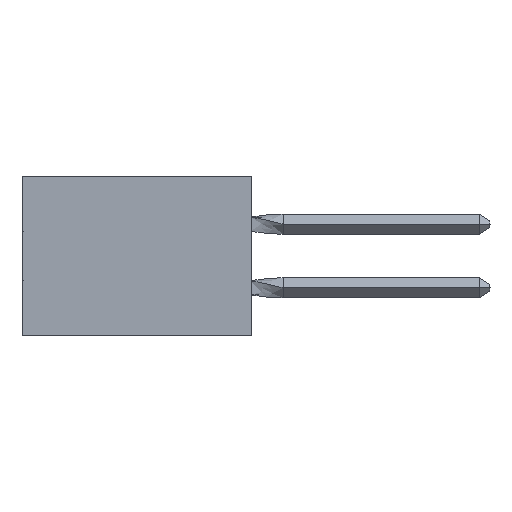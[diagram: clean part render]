
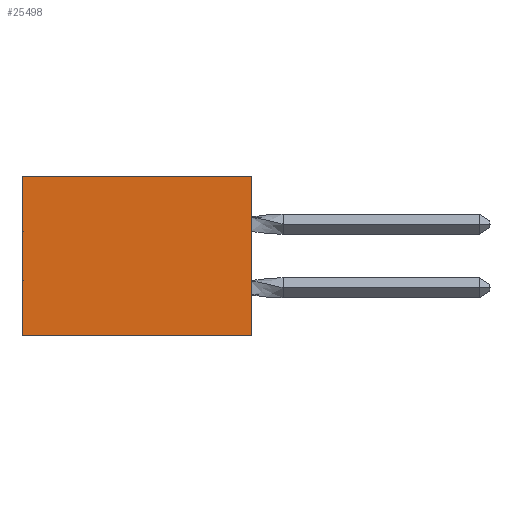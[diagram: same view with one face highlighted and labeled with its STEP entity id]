
A CAD part, left-side view. The second image highlights one B-rep face of the part: STEP entity #25498.
In plain terms, the highlighted planar face has unit normal (-1, 0, 0).
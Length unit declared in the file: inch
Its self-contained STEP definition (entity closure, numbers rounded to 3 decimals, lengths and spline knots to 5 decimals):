
#139 = EDGE_CURVE ( 'NONE', #22680, #37644, #19397, .T. ) ;
#414 = DIRECTION ( 'NONE',  ( 0., 0., -1. ) ) ;
#951 = VERTEX_POINT ( 'NONE', #37937 ) ;
#2765 = ORIENTED_EDGE ( 'NONE', *, *, #39974, .T. ) ;
#6100 = DIRECTION ( 'NONE',  ( 0., 1., 0. ) ) ;
#7558 = DIRECTION ( 'NONE',  ( 0., 0., -1. ) ) ;
#7871 = CARTESIAN_POINT ( 'NONE',  ( 0.305, 0., -0.5 ) ) ;
#8558 = VERTEX_POINT ( 'NONE', #37025 ) ;
#13514 = CARTESIAN_POINT ( 'NONE',  ( 0.305, 0., 0. ) ) ;
#15235 = CARTESIAN_POINT ( 'NONE',  ( 0.305, 0., -0.5 ) ) ;
#15399 = DIRECTION ( 'NONE',  ( 1., 0., 0. ) ) ;
#15889 = AXIS2_PLACEMENT_3D ( 'NONE', #15235, #15399, #414 ) ;
#16557 = DIRECTION ( 'NONE',  ( 0., 1., 0. ) ) ;
#17856 = LINE ( 'NONE', #26878, #20192 ) ;
#19208 = EDGE_LOOP ( 'NONE', ( #2765, #26926, #39236, #25253 ) ) ;
#19397 = LINE ( 'NONE', #7871, #26781 ) ;
#20192 = VECTOR ( 'NONE', #27497, 39.37008 ) ;
#22680 = VERTEX_POINT ( 'NONE', #13514 ) ;
#25253 = ORIENTED_EDGE ( 'NONE', *, *, #38920, .T. ) ;
#25498 = ADVANCED_FACE ( 'NONE', ( #28295 ), #35700, .F. ) ;
#26781 = VECTOR ( 'NONE', #7558, 39.37008 ) ;
#26878 = CARTESIAN_POINT ( 'NONE',  ( 0.305, 0.72, -0.5 ) ) ;
#26910 = VECTOR ( 'NONE', #16557, 39.37008 ) ;
#26926 = ORIENTED_EDGE ( 'NONE', *, *, #27112, .F. ) ;
#27112 = EDGE_CURVE ( 'NONE', #37644, #8558, #43644, .T. ) ;
#27497 = DIRECTION ( 'NONE',  ( 0., 0., -1. ) ) ;
#28295 = FACE_OUTER_BOUND ( 'NONE', #19208, .T. ) ;
#30386 = CARTESIAN_POINT ( 'NONE',  ( 0.305, 0., -0.5 ) ) ;
#35700 = PLANE ( 'NONE',  #15889 ) ;
#35770 = CARTESIAN_POINT ( 'NONE',  ( 0.305, 0., 0. ) ) ;
#37025 = CARTESIAN_POINT ( 'NONE',  ( 0.305, 0.72, -0.5 ) ) ;
#37644 = VERTEX_POINT ( 'NONE', #30386 ) ;
#37937 = CARTESIAN_POINT ( 'NONE',  ( 0.305, 0.72, 0. ) ) ;
#38884 = VECTOR ( 'NONE', #6100, 39.37008 ) ;
#38920 = EDGE_CURVE ( 'NONE', #22680, #951, #41740, .T. ) ;
#39236 = ORIENTED_EDGE ( 'NONE', *, *, #139, .F. ) ;
#39974 = EDGE_CURVE ( 'NONE', #951, #8558, #17856, .T. ) ;
#41740 = LINE ( 'NONE', #35770, #38884 ) ;
#43644 = LINE ( 'NONE', #46225, #26910 ) ;
#46225 = CARTESIAN_POINT ( 'NONE',  ( 0.305, 0., -0.5 ) ) ;
